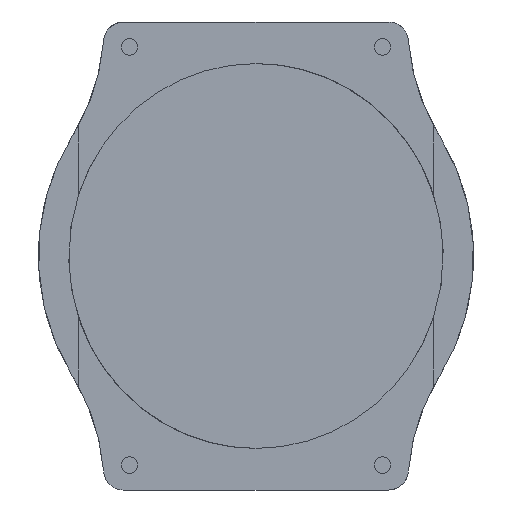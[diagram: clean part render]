
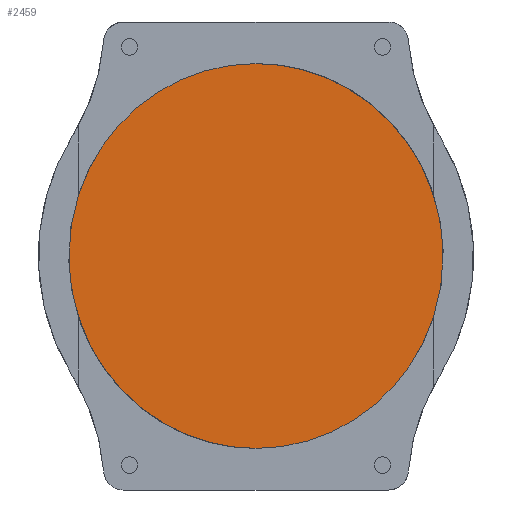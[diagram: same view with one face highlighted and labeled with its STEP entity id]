
A CAD part, front view. The second image highlights one B-rep face of the part: STEP entity #2459.
In plain terms, the highlighted planar face has unit normal (0, -1, 0).
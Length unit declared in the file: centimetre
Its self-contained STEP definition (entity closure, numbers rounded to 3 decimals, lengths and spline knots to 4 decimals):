
#43=ELLIPSE('',#2545,1.147,1.116);
#88=ELLIPSE('',#2602,1.147,1.116);
#229=PLANE('',#2603);
#349=FACE_OUTER_BOUND('',#487,.T.);
#487=EDGE_LOOP('',(#2023,#2024));
#1135=VERTEX_POINT('',#4404);
#1136=VERTEX_POINT('',#4405);
#1413=EDGE_CURVE('',#1135,#1136,#43,.T.);
#1506=EDGE_CURVE('',#1136,#1135,#88,.T.);
#2023=ORIENTED_EDGE('',*,*,#1506,.T.);
#2024=ORIENTED_EDGE('',*,*,#1413,.T.);
#2459=ADVANCED_FACE('',(#349),#229,.T.);
#2545=AXIS2_PLACEMENT_3D('',#4406,#2753,#2754);
#2602=AXIS2_PLACEMENT_3D('',#5249,#2903,#2904);
#2603=AXIS2_PLACEMENT_3D('',#5252,#2907,#2908);
#2753=DIRECTION('center_axis',(0.,-1.,0.));
#2754=DIRECTION('ref_axis',(0.,0.,-1.));
#2903=DIRECTION('center_axis',(0.,-1.,0.));
#2904=DIRECTION('ref_axis',(0.,0.,-1.));
#2907=DIRECTION('center_axis',(0.,-1.,0.));
#2908=DIRECTION('ref_axis',(0.,0.,-1.));
#4404=CARTESIAN_POINT('',(-0.0022,0.201,1.369));
#4405=CARTESIAN_POINT('',(-0.0022,0.201,-0.925));
#4406=CARTESIAN_POINT('Origin',(-0.0022,0.201,0.222));
#5249=CARTESIAN_POINT('Origin',(-0.0022,0.201,0.222));
#5252=CARTESIAN_POINT('Origin',(-0.0022,0.201,0.222));
